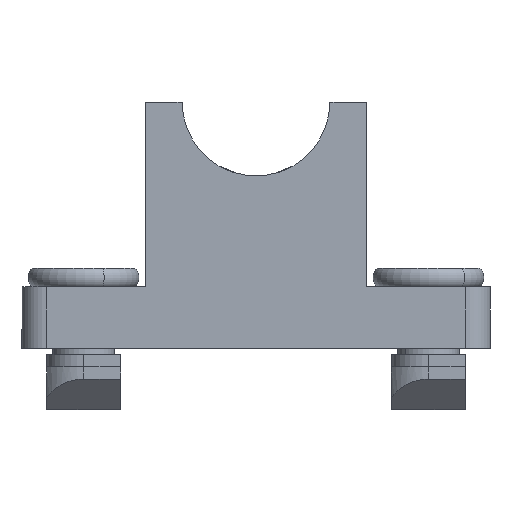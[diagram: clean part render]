
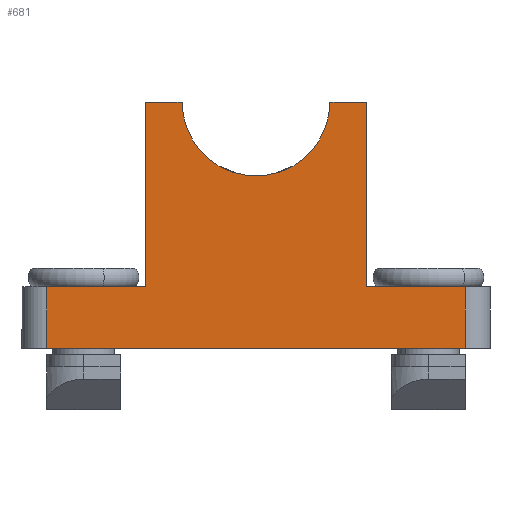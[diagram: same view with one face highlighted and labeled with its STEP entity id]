
A CAD part, front view. The second image highlights one B-rep face of the part: STEP entity #681.
In plain terms, the highlighted planar face has unit normal (0, -1, 0).
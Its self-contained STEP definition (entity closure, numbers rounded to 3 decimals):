
#125 = EDGE_LOOP ( 'NONE', ( #384, #2469, #1920, #2190, #2523, #2062, #1736, #1627, #2331, #1019 ) ) ;
#149 = CARTESIAN_POINT ( 'NONE',  ( -19., 0., -5. ) ) ;
#220 = EDGE_CURVE ( 'NONE', #537, #2840, #697, .T. ) ;
#280 = CARTESIAN_POINT ( 'NONE',  ( -17., 0., -5. ) ) ;
#384 = ORIENTED_EDGE ( 'NONE', *, *, #1095, .F. ) ;
#453 = LINE ( 'NONE', #1281, #2312 ) ;
#537 = VERTEX_POINT ( 'NONE', #2562 ) ;
#598 = AXIS2_PLACEMENT_3D ( 'NONE', #1349, #639, #607 ) ;
#607 = DIRECTION ( 'NONE',  ( 0., 0., 1. ) ) ;
#639 = DIRECTION ( 'NONE',  ( 0., -1., 0. ) ) ;
#681 = ADVANCED_FACE ( 'NONE', ( #2437 ), #3264, .F. ) ;
#686 = EDGE_CURVE ( 'NONE', #1899, #2044, #453, .T. ) ;
#697 = LINE ( 'NONE', #2839, #3293 ) ;
#698 = DIRECTION ( 'NONE',  ( -1., 0., 0. ) ) ;
#722 = VECTOR ( 'NONE', #2904, 1000. ) ;
#743 = LINE ( 'NONE', #2104, #722 ) ;
#893 = VECTOR ( 'NONE', #3451, 1000. ) ;
#945 = CARTESIAN_POINT ( 'NONE',  ( -9., 0., -5. ) ) ;
#969 = VERTEX_POINT ( 'NONE', #945 ) ;
#971 = DIRECTION ( 'NONE',  ( -1., 0., 0. ) ) ;
#1006 = DIRECTION ( 'NONE',  ( 0., 0., -1. ) ) ;
#1011 = DIRECTION ( 'NONE',  ( 0., 0., 1. ) ) ;
#1019 = ORIENTED_EDGE ( 'NONE', *, *, #2051, .T. ) ;
#1048 = CARTESIAN_POINT ( 'NONE',  ( -17., 0., 0. ) ) ;
#1065 = CARTESIAN_POINT ( 'NONE',  ( 17., 0., 0. ) ) ;
#1095 = EDGE_CURVE ( 'NONE', #1899, #2471, #2127, .T. ) ;
#1100 = VECTOR ( 'NONE', #1860, 1000. ) ;
#1142 = CARTESIAN_POINT ( 'NONE',  ( 6., 0., -20. ) ) ;
#1212 = VERTEX_POINT ( 'NONE', #1142 ) ;
#1213 = CARTESIAN_POINT ( 'NONE',  ( 9., 0., -20. ) ) ;
#1281 = CARTESIAN_POINT ( 'NONE',  ( -17., 0., -20. ) ) ;
#1349 = CARTESIAN_POINT ( 'NONE',  ( 0., 0., -20. ) ) ;
#1375 = CARTESIAN_POINT ( 'NONE',  ( 17., 0., -20. ) ) ;
#1418 = VECTOR ( 'NONE', #1011, 1000. ) ;
#1589 = CARTESIAN_POINT ( 'NONE',  ( -6., 0., -20. ) ) ;
#1590 = VECTOR ( 'NONE', #971, 1000. ) ;
#1627 = ORIENTED_EDGE ( 'NONE', *, *, #2448, .F. ) ;
#1671 = DIRECTION ( 'NONE',  ( 0., 0., 1. ) ) ;
#1716 = LINE ( 'NONE', #1375, #2828 ) ;
#1736 = ORIENTED_EDGE ( 'NONE', *, *, #3225, .F. ) ;
#1834 = DIRECTION ( 'NONE',  ( 0., 0., 1. ) ) ;
#1860 = DIRECTION ( 'NONE',  ( 1., 0., 0. ) ) ;
#1875 = LINE ( 'NONE', #2422, #1418 ) ;
#1899 = VERTEX_POINT ( 'NONE', #1048 ) ;
#1908 = DIRECTION ( 'NONE',  ( 0., 1., 0. ) ) ;
#1915 = CARTESIAN_POINT ( 'NONE',  ( 19., 0., 0. ) ) ;
#1920 = ORIENTED_EDGE ( 'NONE', *, *, #3276, .F. ) ;
#2044 = VERTEX_POINT ( 'NONE', #280 ) ;
#2051 = EDGE_CURVE ( 'NONE', #537, #2471, #1716, .T. ) ;
#2062 = ORIENTED_EDGE ( 'NONE', *, *, #3429, .F. ) ;
#2091 = DIRECTION ( 'NONE',  ( -1., 0., 0. ) ) ;
#2104 = CARTESIAN_POINT ( 'NONE',  ( 9., 0., -5. ) ) ;
#2127 = LINE ( 'NONE', #1915, #1100 ) ;
#2145 = LINE ( 'NONE', #3473, #893 ) ;
#2188 = CARTESIAN_POINT ( 'NONE',  ( 0., 0., -20. ) ) ;
#2190 = ORIENTED_EDGE ( 'NONE', *, *, #2384, .F. ) ;
#2213 = CIRCLE ( 'NONE', #598, 6. ) ;
#2312 = VECTOR ( 'NONE', #1006, 1000. ) ;
#2331 = ORIENTED_EDGE ( 'NONE', *, *, #220, .F. ) ;
#2350 = LINE ( 'NONE', #149, #3371 ) ;
#2357 = LINE ( 'NONE', #3444, #1590 ) ;
#2384 = EDGE_CURVE ( 'NONE', #3292, #969, #1875, .T. ) ;
#2422 = CARTESIAN_POINT ( 'NONE',  ( -9., 0., -5. ) ) ;
#2435 = EDGE_CURVE ( 'NONE', #3242, #3292, #2357, .T. ) ;
#2437 = FACE_OUTER_BOUND ( 'NONE', #125, .T. ) ;
#2448 = EDGE_CURVE ( 'NONE', #2840, #3480, #743, .T. ) ;
#2469 = ORIENTED_EDGE ( 'NONE', *, *, #686, .T. ) ;
#2471 = VERTEX_POINT ( 'NONE', #1065 ) ;
#2523 = ORIENTED_EDGE ( 'NONE', *, *, #2435, .F. ) ;
#2562 = CARTESIAN_POINT ( 'NONE',  ( 17., 0., -5. ) ) ;
#2828 = VECTOR ( 'NONE', #1671, 1000. ) ;
#2839 = CARTESIAN_POINT ( 'NONE',  ( 19., 0., -5. ) ) ;
#2840 = VERTEX_POINT ( 'NONE', #2947 ) ;
#2877 = AXIS2_PLACEMENT_3D ( 'NONE', #2188, #1908, #1834 ) ;
#2892 = CARTESIAN_POINT ( 'NONE',  ( -9., 0., -20. ) ) ;
#2904 = DIRECTION ( 'NONE',  ( 0., 0., -1. ) ) ;
#2947 = CARTESIAN_POINT ( 'NONE',  ( 9., 0., -5. ) ) ;
#3225 = EDGE_CURVE ( 'NONE', #3480, #1212, #2145, .T. ) ;
#3242 = VERTEX_POINT ( 'NONE', #1589 ) ;
#3264 = PLANE ( 'NONE',  #2877 ) ;
#3276 = EDGE_CURVE ( 'NONE', #969, #2044, #2350, .T. ) ;
#3292 = VERTEX_POINT ( 'NONE', #2892 ) ;
#3293 = VECTOR ( 'NONE', #2091, 1000. ) ;
#3371 = VECTOR ( 'NONE', #698, 1000. ) ;
#3429 = EDGE_CURVE ( 'NONE', #1212, #3242, #2213, .T. ) ;
#3444 = CARTESIAN_POINT ( 'NONE',  ( -9., 0., -20. ) ) ;
#3451 = DIRECTION ( 'NONE',  ( -1., 0., 0. ) ) ;
#3473 = CARTESIAN_POINT ( 'NONE',  ( 9., 0., -20. ) ) ;
#3480 = VERTEX_POINT ( 'NONE', #1213 ) ;
